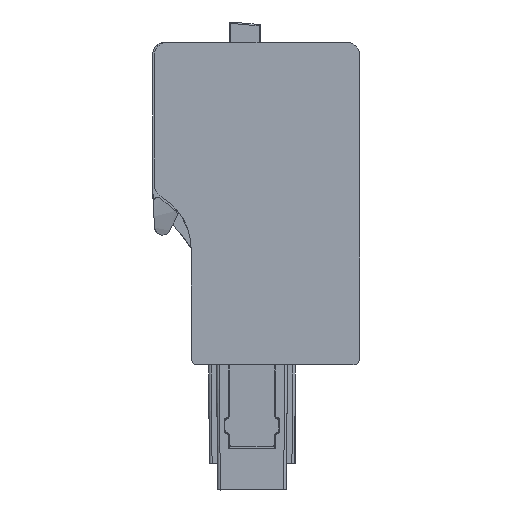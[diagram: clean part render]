
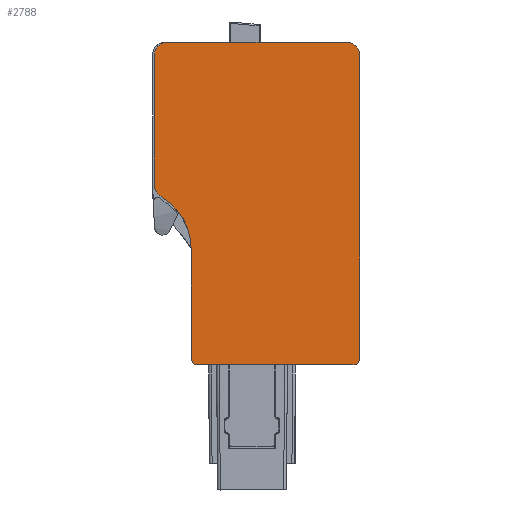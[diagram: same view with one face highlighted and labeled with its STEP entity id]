
A CAD part, left-side view. The second image highlights one B-rep face of the part: STEP entity #2788.
In plain terms, the highlighted planar face has unit normal (-1, 0, 0).
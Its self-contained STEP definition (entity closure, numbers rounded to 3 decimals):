
#774=AXIS2_PLACEMENT_3D('Circle Axis2P3D',#772,#773,$) ;
#807=AXIS2_PLACEMENT_3D('Circle Axis2P3D',#805,#806,$) ;
#939=AXIS2_PLACEMENT_3D('Circle Axis2P3D',#937,#938,$) ;
#989=AXIS2_PLACEMENT_3D('Circle Axis2P3D',#987,#988,$) ;
#1041=AXIS2_PLACEMENT_3D('Circle Axis2P3D',#1039,#1040,$) ;
#1221=AXIS2_PLACEMENT_3D('Circle Axis2P3D',#1219,#1220,$) ;
#2773=AXIS2_PLACEMENT_3D('Plane Axis2P3D',#2770,#2771,#2772) ;
#772=CARTESIAN_POINT('Axis2P3D Location',(-15.8,17.1,18.034)) ;
#776=CARTESIAN_POINT('Vertex',(-15.8,12.6,18.034)) ;
#778=CARTESIAN_POINT('Vertex',(-15.8,14.85,21.931)) ;
#805=CARTESIAN_POINT('Axis2P3D Location',(-15.8,14.35,22.797)) ;
#809=CARTESIAN_POINT('Vertex',(-15.8,15.35,22.797)) ;
#830=CARTESIAN_POINT('Line Origine',(-15.8,15.35,27.651)) ;
#834=CARTESIAN_POINT('Vertex',(-15.8,15.35,32.504)) ;
#937=CARTESIAN_POINT('Axis2P3D Location',(-15.8,14.35,32.5)) ;
#941=CARTESIAN_POINT('Vertex',(-15.8,14.35,33.5)) ;
#962=CARTESIAN_POINT('Line Origine',(-15.8,7.675,33.5)) ;
#966=CARTESIAN_POINT('Vertex',(-15.8,1.,33.5)) ;
#987=CARTESIAN_POINT('Axis2P3D Location',(-15.8,1.,32.5)) ;
#991=CARTESIAN_POINT('Vertex',(-15.8,0.,32.5)) ;
#1012=CARTESIAN_POINT('Line Origine',(-15.8,0.,21.175)) ;
#1016=CARTESIAN_POINT('Vertex',(-15.8,0.,9.85)) ;
#1039=CARTESIAN_POINT('Axis2P3D Location',(-15.8,0.5,9.85)) ;
#1043=CARTESIAN_POINT('Vertex',(-15.8,0.5,9.35)) ;
#1083=CARTESIAN_POINT('Line Origine',(-15.8,6.3,9.35)) ;
#1087=CARTESIAN_POINT('Vertex',(-15.8,12.1,9.35)) ;
#1216=CARTESIAN_POINT('Vertex',(-15.8,12.6,9.85)) ;
#1219=CARTESIAN_POINT('Axis2P3D Location',(-15.8,12.1,9.85)) ;
#1237=CARTESIAN_POINT('Line Origine',(-15.8,12.6,13.942)) ;
#2770=CARTESIAN_POINT('Axis2P3D Location',(-15.8,22.05,0.15)) ;
#773=DIRECTION('Axis2P3D Direction',(-1.,0.,0.)) ;
#806=DIRECTION('Axis2P3D Direction',(-1.,0.,0.)) ;
#831=DIRECTION('Vector Direction',(0.,0.,1.)) ;
#938=DIRECTION('Axis2P3D Direction',(-1.,0.,0.)) ;
#963=DIRECTION('Vector Direction',(0.,-1.,0.)) ;
#988=DIRECTION('Axis2P3D Direction',(-1.,0.,0.)) ;
#1013=DIRECTION('Vector Direction',(0.,0.,1.)) ;
#1040=DIRECTION('Axis2P3D Direction',(-1.,0.,0.)) ;
#1084=DIRECTION('Vector Direction',(0.,-1.,0.)) ;
#1220=DIRECTION('Axis2P3D Direction',(-1.,0.,0.)) ;
#1238=DIRECTION('Vector Direction',(0.,0.,-1.)) ;
#2771=DIRECTION('Axis2P3D Direction',(-1.,0.,0.)) ;
#2772=DIRECTION('Axis2P3D XDirection',(0.,-1.,0.)) ;
#832=VECTOR('Line Direction',#831,1.) ;
#964=VECTOR('Line Direction',#963,1.) ;
#1014=VECTOR('Line Direction',#1013,1.) ;
#1085=VECTOR('Line Direction',#1084,1.) ;
#1239=VECTOR('Line Direction',#1238,1.) ;
#2776=ORIENTED_EDGE('',*,*,#780,.F.) ;
#2777=ORIENTED_EDGE('',*,*,#1241,.T.) ;
#2778=ORIENTED_EDGE('',*,*,#1223,.T.) ;
#2779=ORIENTED_EDGE('',*,*,#1089,.T.) ;
#2780=ORIENTED_EDGE('',*,*,#1045,.T.) ;
#2781=ORIENTED_EDGE('',*,*,#1018,.T.) ;
#2782=ORIENTED_EDGE('',*,*,#993,.T.) ;
#2783=ORIENTED_EDGE('',*,*,#968,.F.) ;
#2784=ORIENTED_EDGE('',*,*,#943,.T.) ;
#2785=ORIENTED_EDGE('',*,*,#836,.F.) ;
#2786=ORIENTED_EDGE('',*,*,#811,.T.) ;
#2788=ADVANCED_FACE('Cover',(#2787),#2774,.T.) ;
#775=CIRCLE('generated circle',#774,4.5) ;
#808=CIRCLE('generated circle',#807,1.) ;
#940=CIRCLE('generated circle',#939,1.) ;
#990=CIRCLE('generated circle',#989,1.) ;
#1042=CIRCLE('generated circle',#1041,0.5) ;
#1222=CIRCLE('generated circle',#1221,0.5) ;
#780=EDGE_CURVE('',#777,#779,#775,.T.) ;
#811=EDGE_CURVE('',#810,#779,#808,.T.) ;
#836=EDGE_CURVE('',#810,#835,#833,.T.) ;
#943=EDGE_CURVE('',#942,#835,#940,.T.) ;
#968=EDGE_CURVE('',#942,#967,#965,.T.) ;
#993=EDGE_CURVE('',#992,#967,#990,.T.) ;
#1018=EDGE_CURVE('',#1017,#992,#1015,.T.) ;
#1045=EDGE_CURVE('',#1044,#1017,#1042,.T.) ;
#1089=EDGE_CURVE('',#1088,#1044,#1086,.T.) ;
#1223=EDGE_CURVE('',#1217,#1088,#1222,.T.) ;
#1241=EDGE_CURVE('',#777,#1217,#1240,.T.) ;
#2775=EDGE_LOOP('',(#2776,#2777,#2778,#2779,#2780,#2781,#2782,#2783,#2784,#2785,#2786)) ;
#2787=FACE_OUTER_BOUND('',#2775,.T.) ;
#833=LINE('Line',#830,#832) ;
#965=LINE('Line',#962,#964) ;
#1015=LINE('Line',#1012,#1014) ;
#1086=LINE('Line',#1083,#1085) ;
#1240=LINE('Line',#1237,#1239) ;
#2774=PLANE('',#2773) ;
#777=VERTEX_POINT('',#776) ;
#779=VERTEX_POINT('',#778) ;
#810=VERTEX_POINT('',#809) ;
#835=VERTEX_POINT('',#834) ;
#942=VERTEX_POINT('',#941) ;
#967=VERTEX_POINT('',#966) ;
#992=VERTEX_POINT('',#991) ;
#1017=VERTEX_POINT('',#1016) ;
#1044=VERTEX_POINT('',#1043) ;
#1088=VERTEX_POINT('',#1087) ;
#1217=VERTEX_POINT('',#1216) ;
